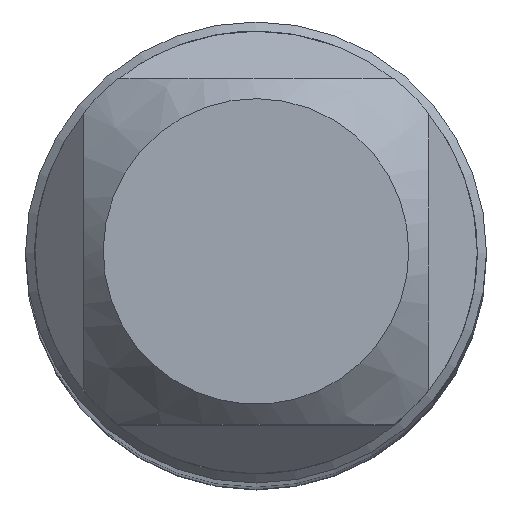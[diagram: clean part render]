
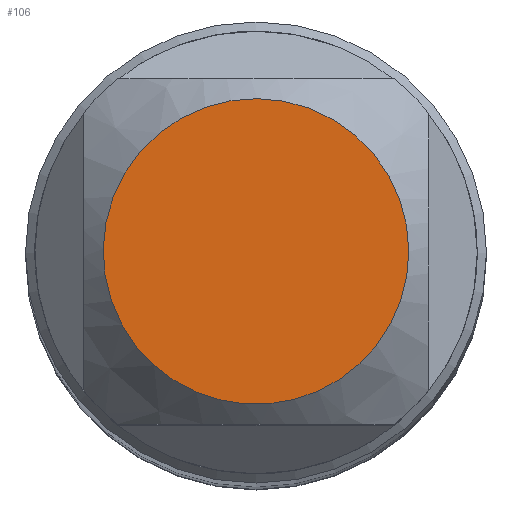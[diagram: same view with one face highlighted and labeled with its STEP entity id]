
A CAD part, top view. The second image highlights one B-rep face of the part: STEP entity #106.
In plain terms, the highlighted planar face has unit normal (0, 0, 1).
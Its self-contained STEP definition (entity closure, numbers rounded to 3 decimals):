
#70=PLANE('',#420);
#82=FACE_OUTER_BOUND('',#170,.T.);
#106=ADVANCED_FACE('',(#82),#70,.F.);
#170=EDGE_LOOP('',(#208));
#208=ORIENTED_EDGE('',*,*,#309,.T.);
#279=VERTEX_POINT('',#617);
#309=EDGE_CURVE('',#279,#279,#347,.T.);
#347=CIRCLE('',#419,2.677);
#419=AXIS2_PLACEMENT_3D('',#616,#487,#488);
#420=AXIS2_PLACEMENT_3D('',#618,#489,#490);
#487=DIRECTION('',(0.,0.,1.));
#488=DIRECTION('',(1.,0.,0.));
#489=DIRECTION('',(0.,0.,-1.));
#490=DIRECTION('',(-1.,0.,0.));
#616=CARTESIAN_POINT('',(0.,0.,0.));
#617=CARTESIAN_POINT('',(2.677,0.,0.));
#618=CARTESIAN_POINT('',(4.239,0.,0.));
